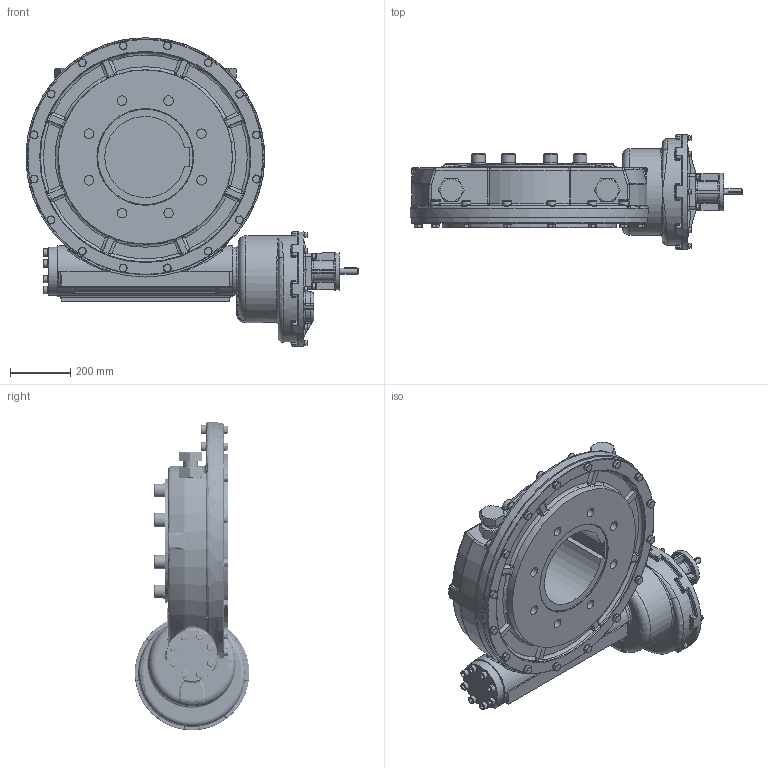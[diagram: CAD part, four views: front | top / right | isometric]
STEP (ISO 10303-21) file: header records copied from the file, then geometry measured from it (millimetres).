
FILE_DESCRIPTION(/* description */ ('Unknown'),/* implementation_level */ '2;1');
FILE_NAME(/* name */ 'PUB-IW11-MK2-IR3-1_SOLID_0-0',/* time_stamp */ '2025-03-14T10:32:20+00:00',/* author */ ('Unknown'),/* organization */ ('Unknown'),/* preprocessor_version */ 'ST-DEVELOPER v18.104',/* originating_system */ 'Solid Edge',/* authorisation */ 'Unknown');
FILE_SCHEMA (('AUTOMOTIVE_DESIGN {1 0 10303 214 3 1 1}'));
Products named in the file (1): PUB-IW11-MK2-IR3-1_SOLID_0-0
Bounding box: 1106.25 x 381.84 x 1028.5 mm (x, y, z)
Volume: 375866.5 mm3; surface area: 5132545.9 mm2
Topology: 93 solids, 94 shells, 5567 faces, 14791 edges, 9278 vertices
Faces by surface type: plane 3745, cylinder 562, bspline 423, torus 407, cone 252, sphere 178
Full cylindrical faces by diameter (mm): 8 x1, 10.5 x4, 14 x1, 16 x10, 16.6 x8, 18 x4, 19 x4, 20 x1, 24 x8, 25.4 x48, 30 x4, 31.67 x8, 45 x8, 47 x8, 48 x4, 50 x2, 50.2 x1, 59.7 x2, 63.83 x6, 70 x1, 70.05 x1, 70.6 x2, 73.5 x6, 79.8 x1, 80 x3, 84.4 x6, 94.07 x6, 109.92 x1, 109.925 x1, 110 x8
Entity records: 193838 total; most frequent: CARTESIAN_POINT 68023, ORIENTED_EDGE 27788, DIRECTION 23325, EDGE_CURVE 13894, VERTEX_POINT 9045, LINE 8423, VECTOR 8423, AXIS2_PLACEMENT_3D 7451
